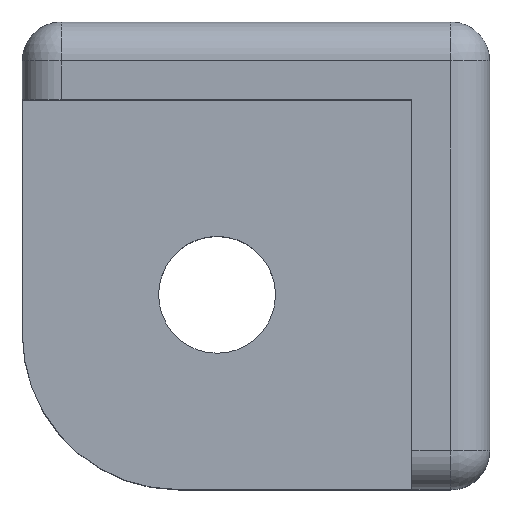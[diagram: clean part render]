
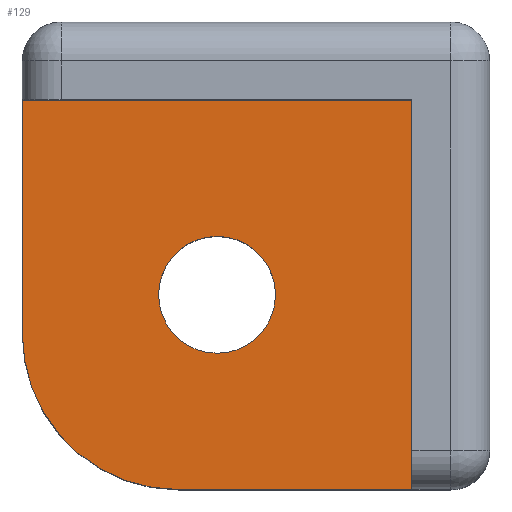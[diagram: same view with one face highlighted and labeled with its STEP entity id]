
A CAD part, top view. The second image highlights one B-rep face of the part: STEP entity #129.
In plain terms, the highlighted planar face has unit normal (0, 0, 1).
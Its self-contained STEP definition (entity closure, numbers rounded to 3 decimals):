
#129=ADVANCED_FACE('',(#396,#398),#400,.T.);
#396=FACE_BOUND('',#397,.T.);
#397=EDGE_LOOP('',(#596,#597,#598,#599,#600));
#398=FACE_BOUND('',#399,.T.);
#399=EDGE_LOOP('',(#601));
#400=PLANE('',#401);
#401=AXIS2_PLACEMENT_3D('',#402,#403,#404);
#402=CARTESIAN_POINT('',(0.,0.,6.));
#403=DIRECTION('',(0.,0.,1.));
#404=DIRECTION('',(0.,1.,0.));
#596=ORIENTED_EDGE('',*,*,#715,.F.);
#597=ORIENTED_EDGE('',*,*,#716,.T.);
#598=ORIENTED_EDGE('',*,*,#717,.F.);
#599=ORIENTED_EDGE('',*,*,#718,.F.);
#600=ORIENTED_EDGE('',*,*,#719,.T.);
#601=ORIENTED_EDGE('',*,*,#690,.T.);
#690=EDGE_CURVE('',#759,#759,#760,.F.);
#715=EDGE_CURVE('',#803,#804,#805,.F.);
#716=EDGE_CURVE('',#803,#806,#807,.T.);
#717=EDGE_CURVE('',#808,#806,#809,.T.);
#718=EDGE_CURVE('',#810,#808,#811,.T.);
#719=EDGE_CURVE('',#810,#804,#812,.T.);
#759=VERTEX_POINT('',#870);
#760=CIRCLE('',#871,1.5);
#803=VERTEX_POINT('',#967);
#804=VERTEX_POINT('',#968);
#805=CIRCLE('',#969,4.);
#806=VERTEX_POINT('',#973);
#807=LINE('',#974,#975);
#808=VERTEX_POINT('',#977);
#809=LINE('',#978,#979);
#810=VERTEX_POINT('',#981);
#811=LINE('',#982,#983);
#812=LINE('',#985,#986);
#870=CARTESIAN_POINT('',(-5.,-3.5,6.));
#871=AXIS2_PLACEMENT_3D('',#872,#873,#874);
#872=CARTESIAN_POINT('',(-5.,-5.,6.));
#873=DIRECTION('',(0.,0.,1.));
#874=DIRECTION('',(0.,1.,0.));
#967=CARTESIAN_POINT('',(-6.,-10.,6.));
#968=CARTESIAN_POINT('',(-10.,-6.,6.));
#969=AXIS2_PLACEMENT_3D('',#970,#971,#972);
#970=CARTESIAN_POINT('',(-6.,-6.,6.));
#971=DIRECTION('',(0.,0.,1.));
#972=DIRECTION('',(-1.,0.,0.));
#973=CARTESIAN_POINT('',(0.,-10.,6.));
#974=CARTESIAN_POINT('',(-6.,-10.,6.));
#975=VECTOR('',#976,1.);
#976=DIRECTION('',(1.,0.,0.));
#977=CARTESIAN_POINT('',(0.,0.,6.));
#978=CARTESIAN_POINT('',(0.,0.,6.));
#979=VECTOR('',#980,1.);
#980=DIRECTION('',(0.,-1.,0.));
#981=CARTESIAN_POINT('',(-10.,0.,6.));
#982=CARTESIAN_POINT('',(-10.,0.,6.));
#983=VECTOR('',#984,1.);
#984=DIRECTION('',(1.,0.,0.));
#985=CARTESIAN_POINT('',(-10.,0.,6.));
#986=VECTOR('',#987,1.);
#987=DIRECTION('',(0.,-1.,0.));
